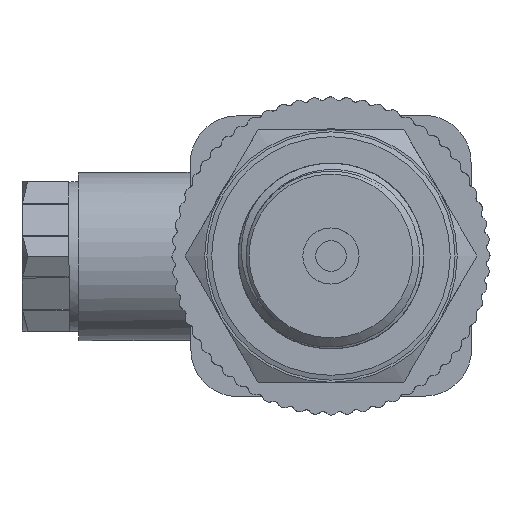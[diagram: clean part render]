
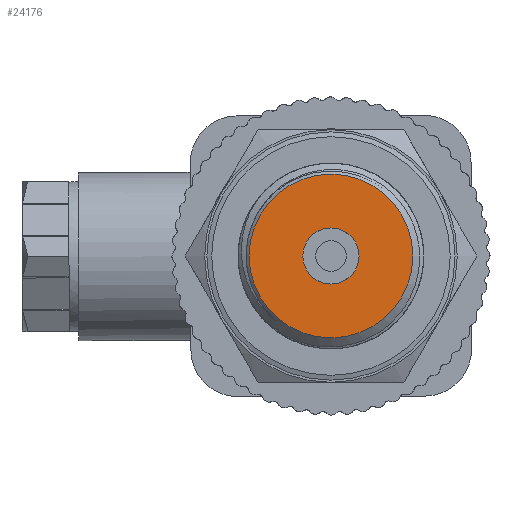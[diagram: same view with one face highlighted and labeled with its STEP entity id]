
A CAD part, left-side view. The second image highlights one B-rep face of the part: STEP entity #24176.
In plain terms, the highlighted conical face has half-angle 90 degrees and reference radius 5.875 mm.
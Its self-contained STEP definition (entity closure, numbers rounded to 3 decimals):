
#1634=CONICAL_SURFACE('',#25479,5.875,1.571);
#1973=FACE_OUTER_BOUND('',#3356,.T.);
#3356=EDGE_LOOP('',(#18014,#18015,#18016,#18017));
#4590=CIRCLE('',#25478,3.);
#4591=CIRCLE('',#25480,8.75);
#6405=LINE('',#51454,#8414);
#8414=VECTOR('',#27442,5.875);
#10656=VERTEX_POINT('',#51449);
#10657=VERTEX_POINT('',#51453);
#13412=EDGE_CURVE('',#10656,#10656,#4590,.T.);
#13414=EDGE_CURVE('',#10656,#10657,#6405,.T.);
#13415=EDGE_CURVE('',#10657,#10657,#4591,.T.);
#18014=ORIENTED_EDGE('',*,*,#13412,.T.);
#18015=ORIENTED_EDGE('',*,*,#13414,.T.);
#18016=ORIENTED_EDGE('',*,*,#13415,.F.);
#18017=ORIENTED_EDGE('',*,*,#13414,.F.);
#24176=ADVANCED_FACE('',(#1973),#1634,.F.);
#25478=AXIS2_PLACEMENT_3D('',#51450,#27437,#27438);
#25479=AXIS2_PLACEMENT_3D('',#51452,#27440,#27441);
#25480=AXIS2_PLACEMENT_3D('',#51455,#27443,#27444);
#27437=DIRECTION('center_axis',(1.,0.,0.));
#27438=DIRECTION('ref_axis',(0.,0.,-1.));
#27440=DIRECTION('center_axis',(-1.,0.,0.));
#27441=DIRECTION('ref_axis',(0.,1.,0.));
#27442=DIRECTION('',(0.,-1.,0.));
#27443=DIRECTION('center_axis',(1.,0.,0.));
#27444=DIRECTION('ref_axis',(0.,0.,-1.));
#51449=CARTESIAN_POINT('',(-67.,-3.,0.));
#51450=CARTESIAN_POINT('Origin',(-67.,0.,0.));
#51452=CARTESIAN_POINT('Origin',(-67.,0.,0.));
#51453=CARTESIAN_POINT('',(-67.,-8.75,0.));
#51454=CARTESIAN_POINT('',(-67.,-5.875,0.));
#51455=CARTESIAN_POINT('Origin',(-67.,0.,0.));
